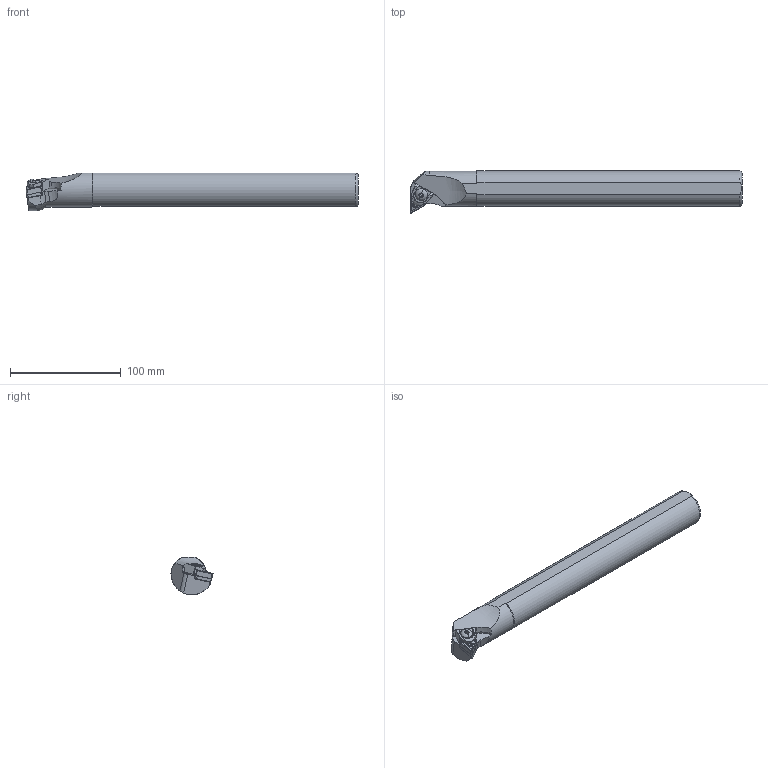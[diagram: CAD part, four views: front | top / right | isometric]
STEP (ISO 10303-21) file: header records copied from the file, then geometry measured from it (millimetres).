
FILE_DESCRIPTION (( 'STEP AP214' ), '1' );
FILE_NAME ('S32T MTFNR 16-LIGHT-XT.STP', '2023-10-23T07:40:08', ( '' ), ( '' ), 'SwSTEP 2.0', 'SolidWorks 2018', '' );
FILE_SCHEMA (( 'AUTOMOTIVE_DESIGN' ));
Length unit declared in the file: millimetre
Products named in the file (1): S32T MTFNR 16-LIGHT-XT
Bounding box: 300 x 38 x 33.82 mm (x, y, z)
Volume: 227978.2 mm3; surface area: 32822.7 mm2
Topology: 2 solids, 2 shells, 226 faces, 564 edges, 345 vertices
Faces by surface type: plane 101, cylinder 59, cone 34, torus 20, bspline 10, sphere 2
Entity records: 10183 total; most frequent: CARTESIAN_POINT 2467, ORIENTED_EDGE 1108, DIRECTION 1049, EDGE_CURVE 554, AXIS2_PLACEMENT_3D 385, VERTEX_POINT 345, VECTOR 279, LINE 279
